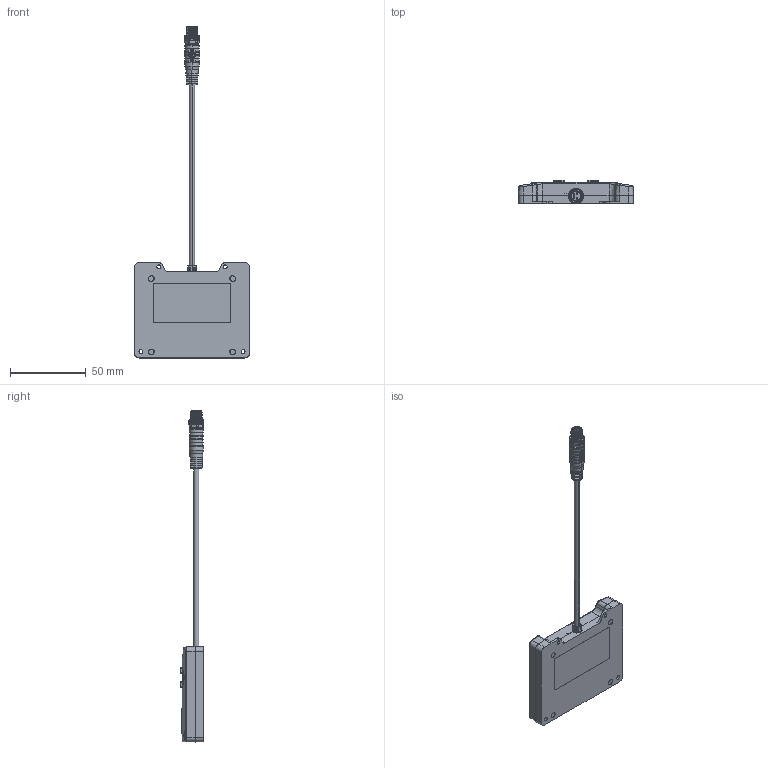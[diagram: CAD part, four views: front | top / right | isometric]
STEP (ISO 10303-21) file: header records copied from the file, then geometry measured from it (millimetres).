
FILE_DESCRIPTION (( 'STEP AP203' ), '1' );
FILE_NAME ('000.STEP', '2018-11-20T12:55:01', ( 'RMPC' ), ( 'Microsoft' ), 'SwSTEP 2.0', 'SolidWorks 2016', '' );
FILE_SCHEMA (( 'CONFIG_CONTROL_DESIGN' ));
Products named in the file (1): 000
Bounding box: 76 x 15.65 x 219.46 mm (x, y, z)
Volume: 48624.4 mm3; surface area: 46426 mm2
Topology: 13 solids, 32 shells, 2887 faces, 7888 edges, 5186 vertices
Faces by surface type: plane 1405, cylinder 981, bspline 279, cone 222
Entity records: 117444 total; most frequent: CARTESIAN_POINT 49583, ORIENTED_EDGE 15752, DIRECTION 11601, EDGE_CURVE 7876, VERTEX_POINT 5186, VECTOR 3917, LINE 3917, AXIS2_PLACEMENT_3D 3842
